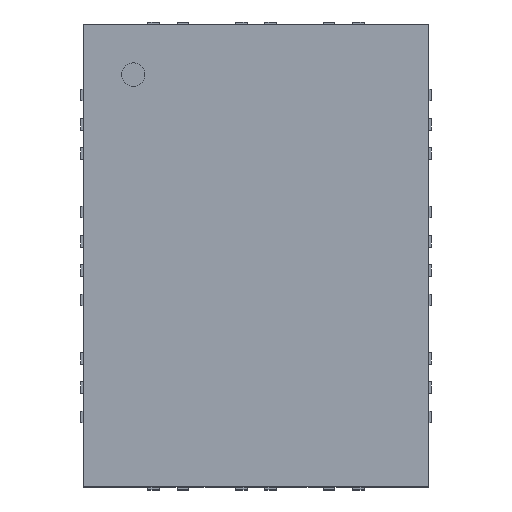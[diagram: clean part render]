
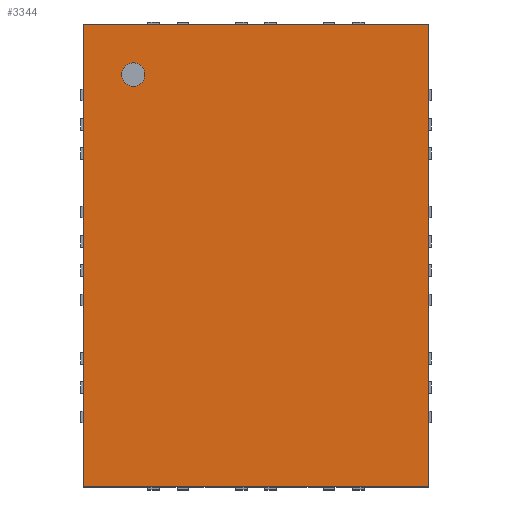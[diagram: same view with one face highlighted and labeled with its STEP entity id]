
A CAD part, top view. The second image highlights one B-rep face of the part: STEP entity #3344.
In plain terms, the highlighted planar face has unit normal (0, 0, 1).
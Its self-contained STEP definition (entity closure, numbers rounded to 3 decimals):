
#13=DIRECTION('',(0.,0.,1.));
#117=DIRECTION('',(0.,0.,-1.));
#149=VECTOR('',#150,1.);
#150=DIRECTION('',(1.,0.,0.));
#156=VECTOR('',#157,1.);
#157=DIRECTION('',(0.,-1.,0.));
#876=ORIENTED_EDGE('',*,*,#877,.F.);
#877=EDGE_CURVE('',#878,#880,#882,.T.);
#878=VERTEX_POINT('',#879);
#879=CARTESIAN_POINT('',(-2.95,3.95,1.1));
#880=VERTEX_POINT('',#881);
#881=CARTESIAN_POINT('',(2.95,3.95,1.1));
#882=LINE('',#879,#149);
#996=ORIENTED_EDGE('',*,*,#997,.T.);
#997=EDGE_CURVE('',#878,#998,#1000,.T.);
#998=VERTEX_POINT('',#999);
#999=CARTESIAN_POINT('',(-2.95,-3.95,1.1));
#1000=LINE('',#879,#156);
#1862=EDGE_CURVE('',#880,#1863,#1865,.T.);
#1863=VERTEX_POINT('',#1864);
#1864=CARTESIAN_POINT('',(2.95,-3.95,1.1));
#1865=LINE('',#881,#156);
#2522=EDGE_CURVE('',#998,#1863,#2523,.T.);
#2523=LINE('',#999,#149);
#3344=ADVANCED_FACE('',(#3345,#3349),#3358,.T.);
#3345=FACE_BOUND('',#3346,.T.);
#3346=EDGE_LOOP('',(#876,#996,#3347,#3348));
#3347=ORIENTED_EDGE('',*,*,#2522,.T.);
#3348=ORIENTED_EDGE('',*,*,#1862,.F.);
#3349=FACE_BOUND('',#3350,.T.);
#3350=EDGE_LOOP('',(#3351));
#3351=ORIENTED_EDGE('',*,*,#3352,.T.);
#3352=EDGE_CURVE('',#3353,#3353,#3355,.T.);
#3353=VERTEX_POINT('',#3354);
#3354=CARTESIAN_POINT('',(-2.1,2.9,1.1));
#3355=CIRCLE('',#3356,0.2);
#3356=AXIS2_PLACEMENT_3D('',#3357,#117,#157);
#3357=CARTESIAN_POINT('',(-2.1,3.1,1.1));
#3358=PLANE('',#3359);
#3359=AXIS2_PLACEMENT_3D('',#879,#13,#157);
